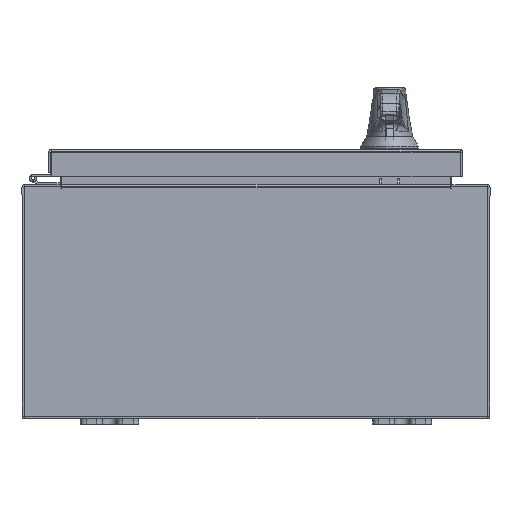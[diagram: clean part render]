
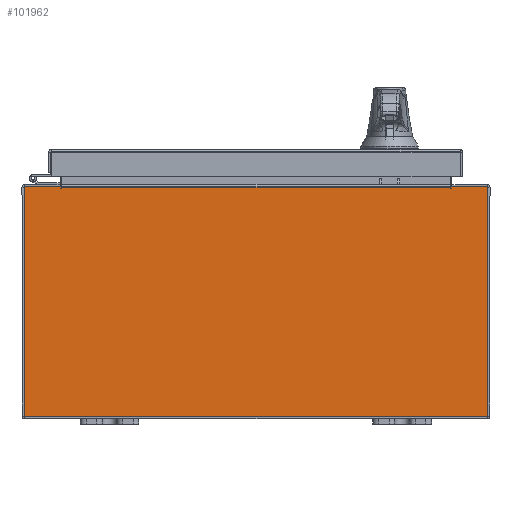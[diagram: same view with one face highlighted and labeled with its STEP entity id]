
A CAD part, front view. The second image highlights one B-rep face of the part: STEP entity #101962.
In plain terms, the highlighted face is planar.
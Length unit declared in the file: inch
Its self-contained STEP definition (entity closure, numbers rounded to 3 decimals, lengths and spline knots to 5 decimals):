
#1997 = CARTESIAN_POINT ( 'NONE',  ( -6.6372, 0., 3.9123 ) ) ;
#3095 = ORIENTED_EDGE ( 'NONE', *, *, #65203, .F. ) ;
#3371 = DIRECTION ( 'NONE',  ( 0., 0., -1. ) ) ;
#5567 = LINE ( 'NONE', #40822, #99113 ) ;
#5792 = CARTESIAN_POINT ( 'NONE',  ( -6.67455, 0., 3.9253 ) ) ;
#6518 = DIRECTION ( 'NONE',  ( 0., 0., 1. ) ) ;
#6638 = VERTEX_POINT ( 'NONE', #98665 ) ;
#7856 = DIRECTION ( 'NONE',  ( 0., 0., -1. ) ) ;
#10534 = CIRCLE ( 'NONE', #30093, 0.01868 ) ;
#10669 = ORIENTED_EDGE ( 'NONE', *, *, #72067, .F. ) ;
#15531 = CARTESIAN_POINT ( 'NONE',  ( -7.9253, 0., 3.9253 ) ) ;
#17313 = CARTESIAN_POINT ( 'NONE',  ( 6.6372, 0., 0. ) ) ;
#17630 = CARTESIAN_POINT ( 'NONE',  ( 6.67455, 0., 3.9253 ) ) ;
#17746 = VERTEX_POINT ( 'NONE', #32560 ) ;
#18295 = DIRECTION ( 'NONE',  ( 0., 0., 1. ) ) ;
#18426 = VECTOR ( 'NONE', #26589, 39.37008 ) ;
#20918 = FACE_OUTER_BOUND ( 'NONE', #46843, .T. ) ;
#21175 = CARTESIAN_POINT ( 'NONE',  ( -6.65588, 0., 3.87495 ) ) ;
#21910 = CARTESIAN_POINT ( 'NONE',  ( 6.6372, 0., 3.9123 ) ) ;
#22429 = VERTEX_POINT ( 'NONE', #96087 ) ;
#23228 = DIRECTION ( 'NONE',  ( 1., 0., 0. ) ) ;
#24675 = VERTEX_POINT ( 'NONE', #15531 ) ;
#24935 = ORIENTED_EDGE ( 'NONE', *, *, #104041, .T. ) ;
#26589 = DIRECTION ( 'NONE',  ( 0., 0., 1. ) ) ;
#26776 = VECTOR ( 'NONE', #104566, 39.37008 ) ;
#29484 = VERTEX_POINT ( 'NONE', #5792 ) ;
#29714 = DIRECTION ( 'NONE',  ( 0., 0., -1. ) ) ;
#30093 = AXIS2_PLACEMENT_3D ( 'NONE', #21175, #80932, #29714 ) ;
#31790 = CARTESIAN_POINT ( 'NONE',  ( -7.9253, 0., 3.9253 ) ) ;
#32204 = DIRECTION ( 'NONE',  ( 1., 0., 0. ) ) ;
#32560 = CARTESIAN_POINT ( 'NONE',  ( -7.9253, 0., -3.9253 ) ) ;
#32803 = EDGE_CURVE ( 'NONE', #67724, #17746, #35107, .T. ) ;
#34353 = AXIS2_PLACEMENT_3D ( 'NONE', #105643, #54507, #3371 ) ;
#35094 = CARTESIAN_POINT ( 'NONE',  ( -7.9253, 0., -3.9253 ) ) ;
#35107 = LINE ( 'NONE', #35094, #55233 ) ;
#36631 = DIRECTION ( 'NONE',  ( 0., 1., 0. ) ) ;
#37286 = PLANE ( 'NONE',  #34353 ) ;
#38977 = LINE ( 'NONE', #110153, #79083 ) ;
#40042 = VECTOR ( 'NONE', #18295, 39.37008 ) ;
#40822 = CARTESIAN_POINT ( 'NONE',  ( -7.9253, 0., 3.9253 ) ) ;
#41308 = CARTESIAN_POINT ( 'NONE',  ( -6.6372, 0., 0. ) ) ;
#42638 = VERTEX_POINT ( 'NONE', #94500 ) ;
#45478 = EDGE_CURVE ( 'NONE', #24675, #29484, #63602, .T. ) ;
#46385 = VERTEX_POINT ( 'NONE', #109700 ) ;
#46843 = EDGE_LOOP ( 'NONE', ( #47315, #10669, #3095, #24935, #100347, #85603, #54026, #89363, #59294, #67199, #93658, #109840 ) ) ;
#47315 = ORIENTED_EDGE ( 'NONE', *, *, #54506, .F. ) ;
#51564 = VERTEX_POINT ( 'NONE', #82110 ) ;
#52388 = EDGE_CURVE ( 'NONE', #17746, #24675, #5567, .T. ) ;
#52683 = DIRECTION ( 'NONE',  ( -1., 0., 0. ) ) ;
#54026 = ORIENTED_EDGE ( 'NONE', *, *, #68076, .F. ) ;
#54506 = EDGE_CURVE ( 'NONE', #51564, #29484, #57441, .T. ) ;
#54507 = DIRECTION ( 'NONE',  ( 0., -1., 0. ) ) ;
#55233 = VECTOR ( 'NONE', #52683, 39.37008 ) ;
#56453 = VECTOR ( 'NONE', #101055, 39.37008 ) ;
#57441 = LINE ( 'NONE', #100637, #40042 ) ;
#58033 = CARTESIAN_POINT ( 'NONE',  ( -7.9253, 0., 3.9253 ) ) ;
#59294 = ORIENTED_EDGE ( 'NONE', *, *, #81974, .T. ) ;
#63602 = LINE ( 'NONE', #58033, #83632 ) ;
#65203 = EDGE_CURVE ( 'NONE', #78392, #22429, #79135, .T. ) ;
#66010 = VERTEX_POINT ( 'NONE', #17630 ) ;
#67199 = ORIENTED_EDGE ( 'NONE', *, *, #32803, .T. ) ;
#67724 = VERTEX_POINT ( 'NONE', #110212 ) ;
#68076 = EDGE_CURVE ( 'NONE', #66010, #46385, #80327, .T. ) ;
#72067 = EDGE_CURVE ( 'NONE', #22429, #51564, #10534, .T. ) ;
#72119 = VERTEX_POINT ( 'NONE', #21910 ) ;
#77078 = EDGE_CURVE ( 'NONE', #46385, #42638, #102138, .T. ) ;
#78392 = VERTEX_POINT ( 'NONE', #1997 ) ;
#79083 = VECTOR ( 'NONE', #7856, 39.37008 ) ;
#79135 = LINE ( 'NONE', #41308, #56453 ) ;
#80327 = LINE ( 'NONE', #96018, #26776 ) ;
#80839 = LINE ( 'NONE', #108369, #100837 ) ;
#80932 = DIRECTION ( 'NONE',  ( 0., 1., 0. ) ) ;
#81974 = EDGE_CURVE ( 'NONE', #6638, #67724, #38977, .T. ) ;
#82110 = CARTESIAN_POINT ( 'NONE',  ( -6.67455, 0., 3.87495 ) ) ;
#83632 = VECTOR ( 'NONE', #32204, 39.37008 ) ;
#85224 = LINE ( 'NONE', #31790, #107933 ) ;
#85603 = ORIENTED_EDGE ( 'NONE', *, *, #77078, .F. ) ;
#87892 = CARTESIAN_POINT ( 'NONE',  ( 6.65587, 0., 3.87495 ) ) ;
#89363 = ORIENTED_EDGE ( 'NONE', *, *, #100758, .T. ) ;
#93658 = ORIENTED_EDGE ( 'NONE', *, *, #52388, .T. ) ;
#94500 = CARTESIAN_POINT ( 'NONE',  ( 6.6372, 0., 3.87495 ) ) ;
#96018 = CARTESIAN_POINT ( 'NONE',  ( 6.67455, 0., 0. ) ) ;
#96087 = CARTESIAN_POINT ( 'NONE',  ( -6.6372, 0., 3.87495 ) ) ;
#96428 = DIRECTION ( 'NONE',  ( 0., 0., -1. ) ) ;
#98665 = CARTESIAN_POINT ( 'NONE',  ( 7.9253, 0., 3.9253 ) ) ;
#98715 = DIRECTION ( 'NONE',  ( 1., 0., 0. ) ) ;
#99113 = VECTOR ( 'NONE', #6518, 39.37008 ) ;
#100278 = EDGE_CURVE ( 'NONE', #42638, #72119, #106630, .T. ) ;
#100347 = ORIENTED_EDGE ( 'NONE', *, *, #100278, .F. ) ;
#100637 = CARTESIAN_POINT ( 'NONE',  ( -6.67455, 0., 0. ) ) ;
#100758 = EDGE_CURVE ( 'NONE', #66010, #6638, #85224, .T. ) ;
#100837 = VECTOR ( 'NONE', #98715, 39.37008 ) ;
#101055 = DIRECTION ( 'NONE',  ( 0., 0., -1. ) ) ;
#101943 = AXIS2_PLACEMENT_3D ( 'NONE', #87892, #36631, #96428 ) ;
#101962 = ADVANCED_FACE ( 'NONE', ( #20918 ), #37286, .F. ) ;
#102138 = CIRCLE ( 'NONE', #101943, 0.01868 ) ;
#104041 = EDGE_CURVE ( 'NONE', #78392, #72119, #80839, .T. ) ;
#104566 = DIRECTION ( 'NONE',  ( 0., 0., -1. ) ) ;
#105643 = CARTESIAN_POINT ( 'NONE',  ( 0., 0., 0. ) ) ;
#106630 = LINE ( 'NONE', #17313, #18426 ) ;
#107933 = VECTOR ( 'NONE', #23228, 39.37008 ) ;
#108369 = CARTESIAN_POINT ( 'NONE',  ( -6.6372, 0., 3.9123 ) ) ;
#109700 = CARTESIAN_POINT ( 'NONE',  ( 6.67455, 0., 3.87495 ) ) ;
#109840 = ORIENTED_EDGE ( 'NONE', *, *, #45478, .T. ) ;
#110153 = CARTESIAN_POINT ( 'NONE',  ( 7.9253, 0., 3.9253 ) ) ;
#110212 = CARTESIAN_POINT ( 'NONE',  ( 7.9253, 0., -3.9253 ) ) ;
